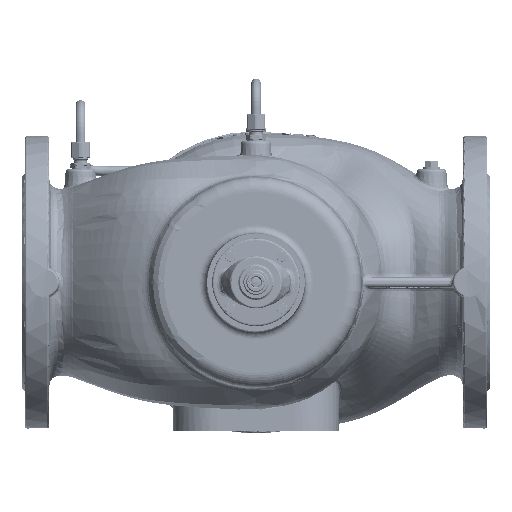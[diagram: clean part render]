
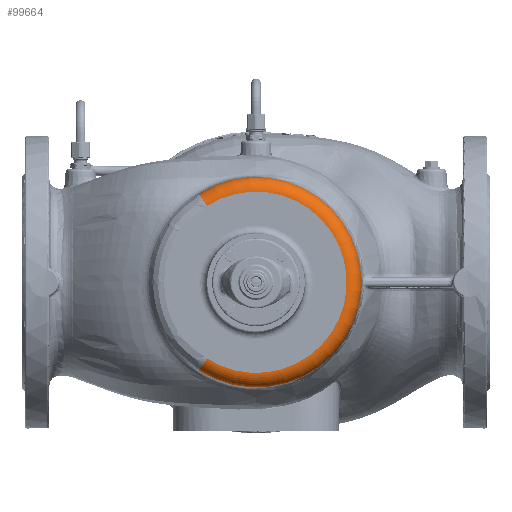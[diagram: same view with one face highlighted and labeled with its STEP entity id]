
A CAD part, front view. The second image highlights one B-rep face of the part: STEP entity #99664.
In plain terms, the highlighted toroidal (fillet/blend) face has major radius 93.015 mm and minor radius 15 mm.
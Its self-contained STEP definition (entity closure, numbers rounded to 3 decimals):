
#20061=CARTESIAN_POINT('',(-50.367,-154.,-78.198));
#20062=DIRECTION('',(0.841,0.,-0.541));
#20063=DIRECTION('',(0.,-1.,0.));
#20064=AXIS2_PLACEMENT_3D('',#20061,#20062,#20063);
#20066=CARTESIAN_POINT('',(0.,-169.,0.));
#20067=DIRECTION('',(0.,-1.,0.));
#20068=DIRECTION('',(-0.541,0.,-0.841));
#20069=AXIS2_PLACEMENT_3D('',#20066,#20067,#20068);
#20071=CARTESIAN_POINT('',(0.,-154.523,0.));
#20072=DIRECTION('',(0.,-1.,0.));
#20073=DIRECTION('',(-0.541,0.,-0.841));
#20074=AXIS2_PLACEMENT_3D('',#20071,#20072,#20073);
#20201=CARTESIAN_POINT('',(-50.367,-154.,78.198));
#20202=DIRECTION('',(-0.841,0.,-0.541));
#20203=DIRECTION('',(0.,-1.,0.));
#20204=AXIS2_PLACEMENT_3D('',#20201,#20202,#20203);
#31173=CARTESIAN_POINT('',(-50.367,-169.,78.198));
#31174=CARTESIAN_POINT('',(-58.484,-154.523,
90.801));
#31175=VERTEX_POINT('',#31173);
#31176=VERTEX_POINT('',#31174);
#31223=CARTESIAN_POINT('',(-50.367,-169.,-78.198));
#31224=CARTESIAN_POINT('',(-58.484,-154.523,
-90.801));
#31225=VERTEX_POINT('',#31223);
#31226=VERTEX_POINT('',#31224);
#99651=CARTESIAN_POINT('',(0.,-154.,0.));
#99652=DIRECTION('',(0.,-1.,0.));
#99653=DIRECTION('',(1.,0.,-0.001));
#99654=AXIS2_PLACEMENT_3D('',#99651,#99652,#99653);
#99655=TOROIDAL_SURFACE('',#99654,93.015,15.);
#99657=ORIENTED_EDGE('',*,*,#99656,.F.);
#99658=ORIENTED_EDGE('',*,*,#99643,.F.);
#99659=ORIENTED_EDGE('',*,*,#43268,.T.);
#99661=ORIENTED_EDGE('',*,*,#99660,.T.);
#99662=EDGE_LOOP('',(#99657,#99658,#99659,#99661));
#99663=FACE_OUTER_BOUND('',#99662,.F.);
#99664=ADVANCED_FACE('',(#99663),#99655,.T.);
#20065=CIRCLE('',#20064,15.);
#20070=CIRCLE('',#20069,93.015);
#20075=CIRCLE('',#20074,108.006);
#20205=CIRCLE('',#20204,15.);
#43268=EDGE_CURVE('',#31225,#31175,#20070,.T.);
#99643=EDGE_CURVE('',#31225,#31226,#20065,.T.);
#99656=EDGE_CURVE('',#31226,#31176,#20075,.T.);
#99660=EDGE_CURVE('',#31175,#31176,#20205,.T.);
